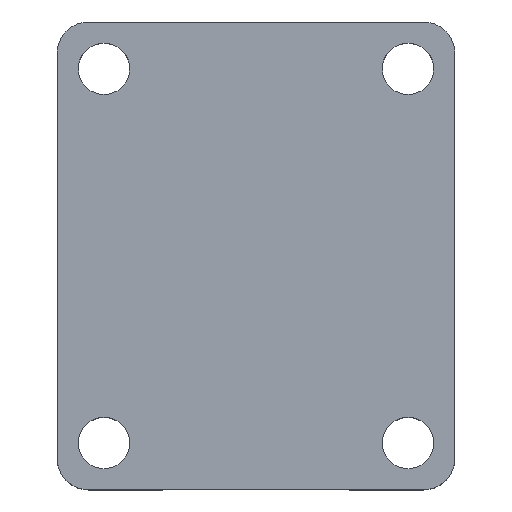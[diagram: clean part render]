
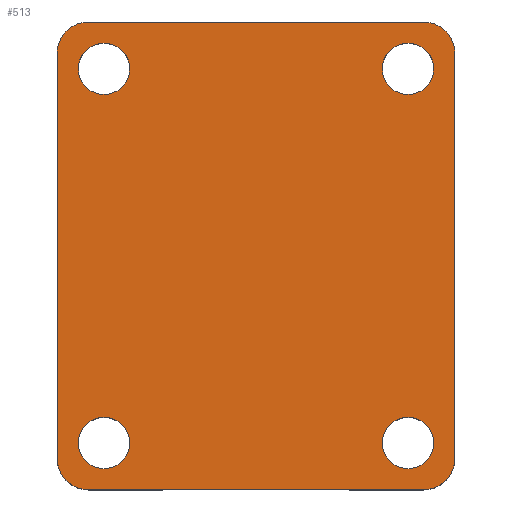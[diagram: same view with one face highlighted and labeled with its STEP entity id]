
A CAD part, top view. The second image highlights one B-rep face of the part: STEP entity #513.
In plain terms, the highlighted planar face has unit normal (0, 0, 1).
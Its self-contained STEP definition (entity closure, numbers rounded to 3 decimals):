
#27=FACE_BOUND('',#98,.T.);
#28=FACE_BOUND('',#99,.T.);
#29=FACE_BOUND('',#100,.T.);
#30=FACE_BOUND('',#101,.T.);
#41=PLANE('',#580);
#67=FACE_OUTER_BOUND('',#97,.T.);
#97=EDGE_LOOP('',(#459,#460,#461,#462,#463,#464,#465,#466));
#98=EDGE_LOOP('',(#467,#468));
#99=EDGE_LOOP('',(#469,#470));
#100=EDGE_LOOP('',(#471,#472));
#101=EDGE_LOOP('',(#473,#474));
#104=LINE('',#739,#142);
#123=LINE('',#793,#161);
#125=LINE('',#802,#163);
#139=LINE('',#1012,#177);
#142=VECTOR('',#593,10.);
#161=VECTOR('',#636,10.);
#163=VECTOR('',#646,10.);
#177=VECTOR('',#724,10.);
#179=CIRCLE('',#530,2.);
#184=CIRCLE('',#538,2.);
#189=CIRCLE('',#546,2.);
#193=CIRCLE('',#553,2.);
#194=CIRCLE('',#555,1.65);
#195=CIRCLE('',#556,1.65);
#196=CIRCLE('',#558,1.65);
#197=CIRCLE('',#559,1.65);
#198=CIRCLE('',#561,1.65);
#199=CIRCLE('',#562,1.65);
#200=CIRCLE('',#564,1.65);
#201=CIRCLE('',#565,1.65);
#209=VERTEX_POINT('',#732);
#210=VERTEX_POINT('',#734);
#211=VERTEX_POINT('',#738);
#223=VERTEX_POINT('',#765);
#224=VERTEX_POINT('',#767);
#234=VERTEX_POINT('',#791);
#236=VERTEX_POINT('',#797);
#237=VERTEX_POINT('',#801);
#241=VERTEX_POINT('',#816);
#242=VERTEX_POINT('',#817);
#243=VERTEX_POINT('',#822);
#244=VERTEX_POINT('',#823);
#245=VERTEX_POINT('',#828);
#246=VERTEX_POINT('',#829);
#247=VERTEX_POINT('',#834);
#248=VERTEX_POINT('',#835);
#258=EDGE_CURVE('',#210,#209,#179,.T.);
#260=EDGE_CURVE('',#211,#210,#104,.T.);
#274=EDGE_CURVE('',#224,#223,#184,.T.);
#287=EDGE_CURVE('',#223,#234,#123,.T.);
#289=EDGE_CURVE('',#236,#211,#189,.T.);
#291=EDGE_CURVE('',#237,#236,#125,.T.);
#298=EDGE_CURVE('',#234,#237,#193,.T.);
#299=EDGE_CURVE('',#241,#242,#194,.T.);
#301=EDGE_CURVE('',#242,#241,#195,.T.);
#302=EDGE_CURVE('',#243,#244,#196,.T.);
#304=EDGE_CURVE('',#244,#243,#197,.T.);
#305=EDGE_CURVE('',#245,#246,#198,.T.);
#307=EDGE_CURVE('',#246,#245,#199,.T.);
#308=EDGE_CURVE('',#247,#248,#200,.T.);
#310=EDGE_CURVE('',#248,#247,#201,.T.);
#328=EDGE_CURVE('',#224,#209,#139,.T.);
#459=ORIENTED_EDGE('',*,*,#258,.T.);
#460=ORIENTED_EDGE('',*,*,#328,.F.);
#461=ORIENTED_EDGE('',*,*,#274,.T.);
#462=ORIENTED_EDGE('',*,*,#287,.T.);
#463=ORIENTED_EDGE('',*,*,#298,.T.);
#464=ORIENTED_EDGE('',*,*,#291,.T.);
#465=ORIENTED_EDGE('',*,*,#289,.T.);
#466=ORIENTED_EDGE('',*,*,#260,.T.);
#467=ORIENTED_EDGE('',*,*,#299,.F.);
#468=ORIENTED_EDGE('',*,*,#301,.F.);
#469=ORIENTED_EDGE('',*,*,#302,.F.);
#470=ORIENTED_EDGE('',*,*,#304,.F.);
#471=ORIENTED_EDGE('',*,*,#305,.F.);
#472=ORIENTED_EDGE('',*,*,#307,.F.);
#473=ORIENTED_EDGE('',*,*,#308,.F.);
#474=ORIENTED_EDGE('',*,*,#310,.F.);
#513=ADVANCED_FACE('',(#67,#27,#28,#29,#30),#41,.T.);
#530=AXIS2_PLACEMENT_3D('',#735,#588,#589);
#538=AXIS2_PLACEMENT_3D('',#768,#615,#616);
#546=AXIS2_PLACEMENT_3D('',#798,#641,#642);
#553=AXIS2_PLACEMENT_3D('',#814,#660,#661);
#555=AXIS2_PLACEMENT_3D('',#818,#664,#665);
#556=AXIS2_PLACEMENT_3D('',#820,#667,#668);
#558=AXIS2_PLACEMENT_3D('',#824,#671,#672);
#559=AXIS2_PLACEMENT_3D('',#826,#674,#675);
#561=AXIS2_PLACEMENT_3D('',#830,#678,#679);
#562=AXIS2_PLACEMENT_3D('',#832,#681,#682);
#564=AXIS2_PLACEMENT_3D('',#836,#685,#686);
#565=AXIS2_PLACEMENT_3D('',#838,#688,#689);
#580=AXIS2_PLACEMENT_3D('',#1013,#725,#726);
#588=DIRECTION('center_axis',(0.,0.,1.));
#589=DIRECTION('ref_axis',(-0.707,-0.707,0.));
#593=DIRECTION('',(0.,-1.,0.));
#615=DIRECTION('center_axis',(0.,0.,1.));
#616=DIRECTION('ref_axis',(0.707,-0.707,0.));
#636=DIRECTION('',(0.,1.,0.));
#641=DIRECTION('center_axis',(0.,0.,1.));
#642=DIRECTION('ref_axis',(-0.707,0.707,0.));
#646=DIRECTION('',(-1.,0.,0.));
#660=DIRECTION('center_axis',(0.,0.,1.));
#661=DIRECTION('ref_axis',(0.707,0.707,0.));
#664=DIRECTION('center_axis',(0.,0.,1.));
#665=DIRECTION('ref_axis',(-1.,0.,0.));
#667=DIRECTION('center_axis',(0.,0.,1.));
#668=DIRECTION('ref_axis',(-1.,0.,0.));
#671=DIRECTION('center_axis',(0.,0.,1.));
#672=DIRECTION('ref_axis',(-1.,0.,0.));
#674=DIRECTION('center_axis',(0.,0.,1.));
#675=DIRECTION('ref_axis',(-1.,0.,0.));
#678=DIRECTION('center_axis',(0.,0.,1.));
#679=DIRECTION('ref_axis',(-1.,0.,0.));
#681=DIRECTION('center_axis',(0.,0.,1.));
#682=DIRECTION('ref_axis',(-1.,0.,0.));
#685=DIRECTION('center_axis',(0.,0.,1.));
#686=DIRECTION('ref_axis',(-1.,0.,0.));
#688=DIRECTION('center_axis',(0.,0.,1.));
#689=DIRECTION('ref_axis',(-1.,0.,0.));
#724=DIRECTION('',(-1.,0.,0.));
#725=DIRECTION('center_axis',(0.,0.,1.));
#726=DIRECTION('ref_axis',(1.,0.,0.));
#732=CARTESIAN_POINT('',(2.,-24.,0.));
#734=CARTESIAN_POINT('',(0.,-22.,0.));
#735=CARTESIAN_POINT('Origin',(2.,-22.,0.));
#738=CARTESIAN_POINT('',(0.,4.,0.));
#739=CARTESIAN_POINT('',(0.,6.,0.));
#765=CARTESIAN_POINT('',(25.5,-22.,0.));
#767=CARTESIAN_POINT('',(23.5,-24.,0.));
#768=CARTESIAN_POINT('Origin',(23.5,-22.,0.));
#791=CARTESIAN_POINT('',(25.5,4.,0.));
#793=CARTESIAN_POINT('',(25.5,0.,0.));
#797=CARTESIAN_POINT('',(2.,6.,0.));
#798=CARTESIAN_POINT('Origin',(2.,4.,0.));
#801=CARTESIAN_POINT('',(23.5,6.,0.));
#802=CARTESIAN_POINT('',(25.5,6.,0.));
#814=CARTESIAN_POINT('Origin',(23.5,4.,0.));
#816=CARTESIAN_POINT('',(20.85,-21.,0.));
#817=CARTESIAN_POINT('',(24.15,-21.,0.));
#818=CARTESIAN_POINT('Origin',(22.5,-21.,0.));
#820=CARTESIAN_POINT('Origin',(22.5,-21.,0.));
#822=CARTESIAN_POINT('',(1.35,3.,0.));
#823=CARTESIAN_POINT('',(4.65,3.,0.));
#824=CARTESIAN_POINT('Origin',(3.,3.,0.));
#826=CARTESIAN_POINT('Origin',(3.,3.,0.));
#828=CARTESIAN_POINT('',(20.85,3.,0.));
#829=CARTESIAN_POINT('',(24.15,3.,0.));
#830=CARTESIAN_POINT('Origin',(22.5,3.,0.));
#832=CARTESIAN_POINT('Origin',(22.5,3.,0.));
#834=CARTESIAN_POINT('',(1.35,-21.,0.));
#835=CARTESIAN_POINT('',(4.65,-21.,0.));
#836=CARTESIAN_POINT('Origin',(3.,-21.,0.));
#838=CARTESIAN_POINT('Origin',(3.,-21.,0.));
#1012=CARTESIAN_POINT('',(25.5,-24.,0.));
#1013=CARTESIAN_POINT('Origin',(12.75,-9.,0.));
